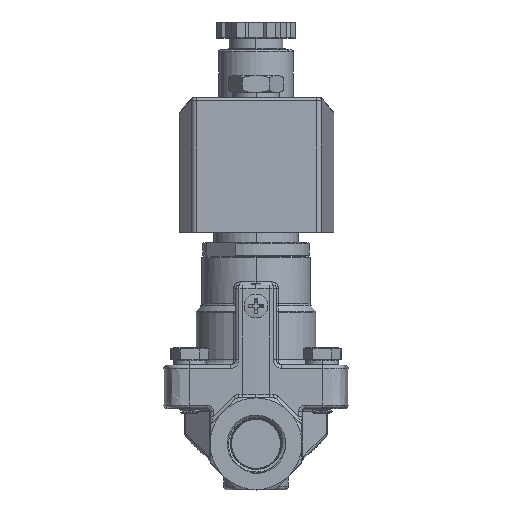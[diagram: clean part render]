
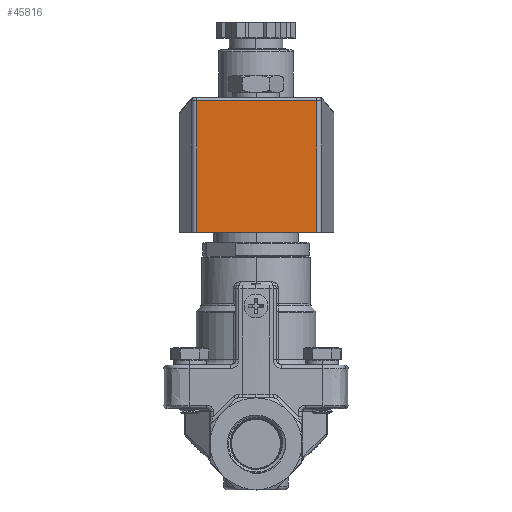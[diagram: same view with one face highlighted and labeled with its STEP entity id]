
A CAD part, top view. The second image highlights one B-rep face of the part: STEP entity #45816.
In plain terms, the highlighted planar face has unit normal (0, 0, 1).
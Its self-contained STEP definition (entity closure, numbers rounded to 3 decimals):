
#12306 = CARTESIAN_POINT ( 'NONE',  ( 17.907, 75.8, 27. ) ) ;
#17259 = VECTOR ( 'NONE', #91638, 1000. ) ;
#18683 = VECTOR ( 'NONE', #37566, 1000. ) ;
#20825 = CARTESIAN_POINT ( 'NONE',  ( -17.484, 75.8, 27. ) ) ;
#24303 = CARTESIAN_POINT ( 'NONE',  ( -18.788, 114.456, 27. ) ) ;
#25558 = VERTEX_POINT ( 'NONE', #54658 ) ;
#37566 = DIRECTION ( 'NONE',  ( -1., 0., 0. ) ) ;
#38019 = DIRECTION ( 'NONE',  ( 0., 1., 0. ) ) ;
#38218 = CARTESIAN_POINT ( 'NONE',  ( -18.788, 75.8, 27. ) ) ;
#39182 = LINE ( 'NONE', #142026, #104989 ) ;
#45816 = ADVANCED_FACE ( 'NONE', ( #104517 ), #151823, .T. ) ;
#47203 = DIRECTION ( 'NONE',  ( 0., 0., 1. ) ) ;
#48685 = VERTEX_POINT ( 'NONE', #12306 ) ;
#52064 = EDGE_CURVE ( 'NONE', #48685, #25558, #169705, .T. ) ;
#54658 = CARTESIAN_POINT ( 'NONE',  ( 17.907, 114.456, 27. ) ) ;
#69029 = EDGE_LOOP ( 'NONE', ( #144524, #138974, #80420, #168287 ) ) ;
#80420 = ORIENTED_EDGE ( 'NONE', *, *, #155295, .F. ) ;
#90376 = DIRECTION ( 'NONE',  ( 0., 1., 0. ) ) ;
#91638 = DIRECTION ( 'NONE',  ( -1., 0., 0. ) ) ;
#94960 = EDGE_CURVE ( 'NONE', #48685, #170328, #122198, .T. ) ;
#104517 = FACE_OUTER_BOUND ( 'NONE', #69029, .T. ) ;
#104989 = VECTOR ( 'NONE', #38019, 1000. ) ;
#107671 = EDGE_CURVE ( 'NONE', #25558, #142492, #127689, .T. ) ;
#108679 = CARTESIAN_POINT ( 'NONE',  ( -17.484, 114.456, 27. ) ) ;
#121927 = AXIS2_PLACEMENT_3D ( 'NONE', #125996, #47203, #139192 ) ;
#122198 = LINE ( 'NONE', #38218, #17259 ) ;
#125996 = CARTESIAN_POINT ( 'NONE',  ( -18.788, 115.456, 27. ) ) ;
#127689 = LINE ( 'NONE', #24303, #18683 ) ;
#138888 = VECTOR ( 'NONE', #90376, 1000. ) ;
#138974 = ORIENTED_EDGE ( 'NONE', *, *, #107671, .T. ) ;
#139192 = DIRECTION ( 'NONE',  ( 0., -1., 0. ) ) ;
#142026 = CARTESIAN_POINT ( 'NONE',  ( -17.484, 115.596, 27. ) ) ;
#142492 = VERTEX_POINT ( 'NONE', #108679 ) ;
#144524 = ORIENTED_EDGE ( 'NONE', *, *, #52064, .T. ) ;
#151823 = PLANE ( 'NONE',  #121927 ) ;
#155295 = EDGE_CURVE ( 'NONE', #170328, #142492, #39182, .T. ) ;
#155920 = CARTESIAN_POINT ( 'NONE',  ( 17.907, 115.456, 27. ) ) ;
#168287 = ORIENTED_EDGE ( 'NONE', *, *, #94960, .F. ) ;
#169705 = LINE ( 'NONE', #155920, #138888 ) ;
#170328 = VERTEX_POINT ( 'NONE', #20825 ) ;
